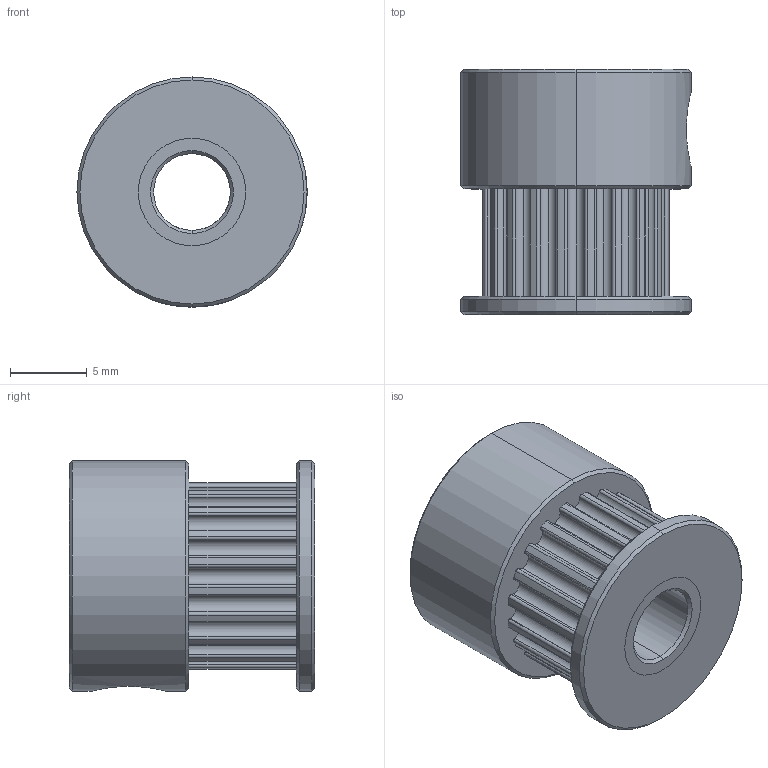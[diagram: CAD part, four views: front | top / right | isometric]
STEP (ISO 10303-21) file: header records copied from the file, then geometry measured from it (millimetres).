
FILE_DESCRIPTION (( 'STEP AP214' ), '1' );
FILE_NAME ('GT2_20T_dzino.STEP', '2025-04-26T14:05:05', ( '' ), ( '' ), 'SwSTEP 2.0', 'SolidWorks 2024', '' );
FILE_SCHEMA (( 'AUTOMOTIVE_DESIGN' ));
Length unit declared in the file: millimetre
Products named in the file (1): GT2_20T_dzino
Bounding box: 15 x 16 x 15 mm (x, y, z)
Volume: 1878.9 mm3; surface area: 2253.3 mm2
Topology: 3 solids, 3 shells, 214 faces, 621 edges, 410 vertices
Faces by surface type: cylinder 155, bspline 35, cone 16, plane 8
Entity records: 16648 total; most frequent: CARTESIAN_POINT 11312, ORIENTED_EDGE 1242, DIRECTION 1031, EDGE_CURVE 621, AXIS2_PLACEMENT_3D 432, VERTEX_POINT 410, CIRCLE 252, EDGE_LOOP 225
